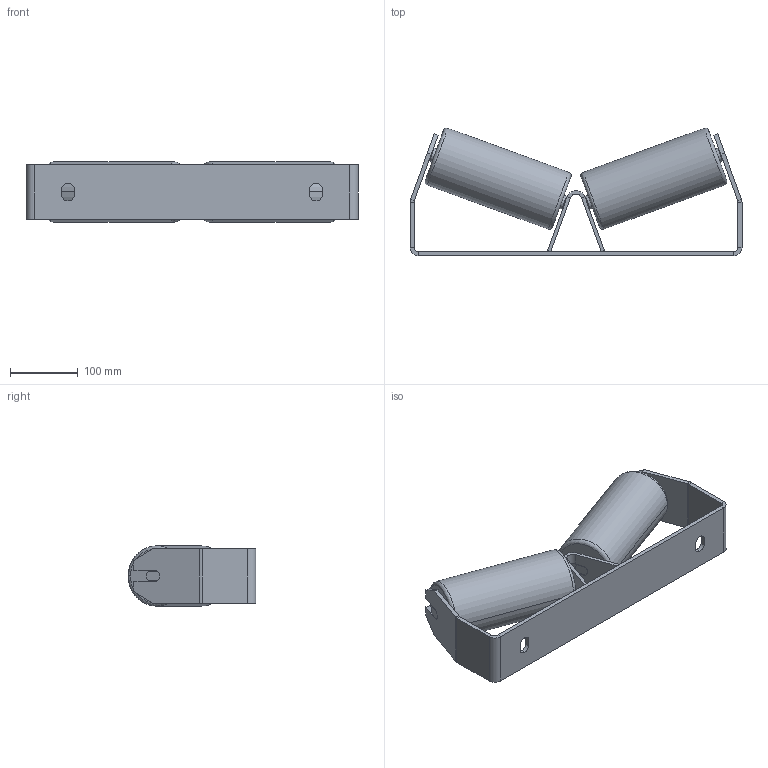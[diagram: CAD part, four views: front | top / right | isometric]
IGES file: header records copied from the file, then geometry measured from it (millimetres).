
Start section: SolidWorks IGES file using analytic representation for surfaces
Global section: file name: Support SNLM Vé 53301 E73 6 B300 20° sans pincement.igs; native system: SolidWorks 2019; preprocessor: SolidWorks 2019; author: guillaume; date: 200220.093050; units: millimetre
Bounding box: 490 x 188.49 x 89 mm (x, y, z)
Volume: 422171.4 mm3; surface area: 442586.4 mm2
Topology: 2 solids, 6 shells, 232 faces, 577 edges, 370 vertices
Faces by surface type: plane 161, revolution 54, bspline 17
